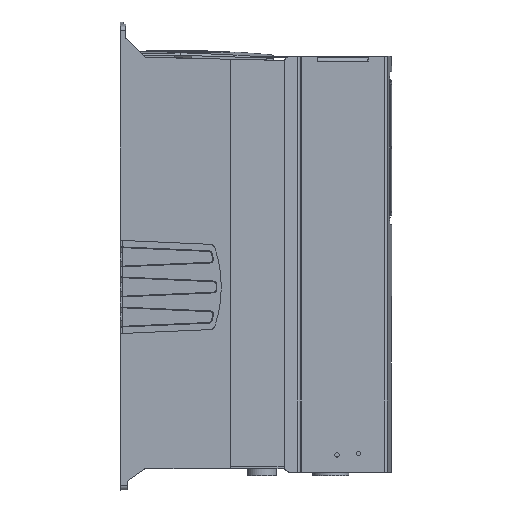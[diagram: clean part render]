
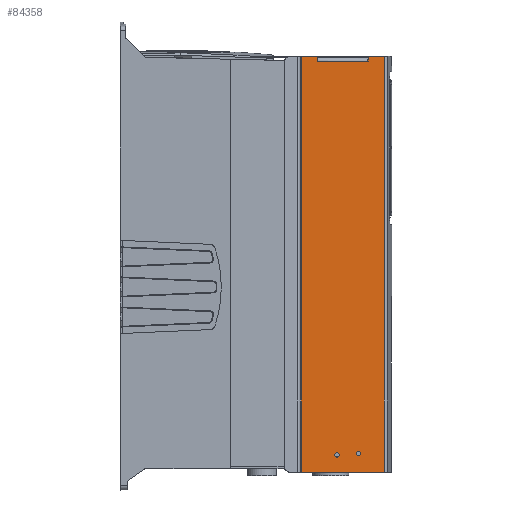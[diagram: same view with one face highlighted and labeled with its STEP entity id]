
A CAD part, left-side view. The second image highlights one B-rep face of the part: STEP entity #84358.
In plain terms, the highlighted planar face has unit normal (-1, 0, 0).
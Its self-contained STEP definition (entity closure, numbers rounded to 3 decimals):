
#17105=DIRECTION('',(0.,1.,0.));
#17106=VECTOR('',#17105,11.35);
#17107=CARTESIAN_POINT('',(-62.001,-184.099,
141.357));
#17108=LINE('',#17107,#17106);
#17142=DIRECTION('',(0.,1.,0.));
#17143=VECTOR('',#17142,11.457);
#17144=CARTESIAN_POINT('',(-62.001,-137.549,
141.357));
#17145=LINE('',#17144,#17143);
#17507=DIRECTION('',(0.,1.,0.));
#17508=VECTOR('',#17507,35.1);
#17509=CARTESIAN_POINT('',(-62.001,-172.699,
138.107));
#17510=LINE('',#17509,#17508);
#17596=DIRECTION('',(0.,0.,-1.));
#17597=VECTOR('',#17596,3.2);
#17598=CARTESIAN_POINT('',(-62.001,-172.749,
141.357));
#17599=LINE('',#17598,#17597);
#17605=CARTESIAN_POINT('',(-62.001,-137.599,
138.157));
#17606=DIRECTION('',(-1.,0.,0.));
#17607=DIRECTION('',(0.,1.,0.));
#17608=AXIS2_PLACEMENT_3D('',#17605,#17606,#17607);
#17610=CARTESIAN_POINT('',(-62.001,-172.699,
138.157));
#17611=DIRECTION('',(-1.,0.,0.));
#17612=DIRECTION('',(0.,0.,-1.));
#17613=AXIS2_PLACEMENT_3D('',#17610,#17611,#17612);
#17615=CARTESIAN_POINT('',(-62.,-166.093,
-135.772));
#17616=DIRECTION('',(-1.,0.,0.));
#17617=DIRECTION('',(0.,0.,1.));
#17618=AXIS2_PLACEMENT_3D('',#17615,#17616,#17617);
#17620=CARTESIAN_POINT('',(-62.,-166.093,
-135.772));
#17621=DIRECTION('',(-1.,0.,0.));
#17622=DIRECTION('',(0.,0.,-1.));
#17623=AXIS2_PLACEMENT_3D('',#17620,#17621,#17622);
#17625=CARTESIAN_POINT('',(-62.,-151.093,
-136.772));
#17626=DIRECTION('',(-1.,0.,0.));
#17627=DIRECTION('',(0.,0.,1.));
#17628=AXIS2_PLACEMENT_3D('',#17625,#17626,#17627);
#17630=CARTESIAN_POINT('',(-62.,-151.093,
-136.772));
#17631=DIRECTION('',(-1.,0.,0.));
#17632=DIRECTION('',(0.,0.,-1.));
#17633=AXIS2_PLACEMENT_3D('',#17630,#17631,#17632);
#17639=DIRECTION('',(0.,0.,1.));
#17640=VECTOR('',#17639,290.129);
#17641=CARTESIAN_POINT('',(-62.,-184.099,
-148.772));
#17642=LINE('',#17641,#17640);
#17785=DIRECTION('',(0.,-1.,0.));
#17786=VECTOR('',#17785,58.006);
#17787=CARTESIAN_POINT('',(-62.,-126.093,
-148.772));
#17788=LINE('',#17787,#17786);
#19377=DIRECTION('',(0.,0.,-1.));
#19378=VECTOR('',#19377,290.129);
#19379=CARTESIAN_POINT('',(-62.001,-126.092,
141.357));
#19380=LINE('',#19379,#19378);
#28641=DIRECTION('',(0.,0.,1.));
#28642=VECTOR('',#28641,3.199);
#28643=CARTESIAN_POINT('',(-62.001,-137.549,
138.157));
#28644=LINE('',#28643,#28642);
#28690=CARTESIAN_POINT('',(-62.001,-172.699,
138.107));
#60946=CARTESIAN_POINT('',(-62.001,-184.099,
141.357));
#60947=VERTEX_POINT('',#60946);
#60948=CARTESIAN_POINT('',(-62.001,-172.749,
141.357));
#60949=VERTEX_POINT('',#60948);
#60975=CARTESIAN_POINT('',(-62.001,-137.549,
141.357));
#60976=VERTEX_POINT('',#60975);
#60977=CARTESIAN_POINT('',(-62.001,-126.092,
141.357));
#60978=VERTEX_POINT('',#60977);
#61128=VERTEX_POINT('',#28690);
#61129=CARTESIAN_POINT('',(-62.001,-137.599,
138.107));
#61130=VERTEX_POINT('',#61129);
#61162=CARTESIAN_POINT('',(-62.001,-172.749,
138.157));
#61163=VERTEX_POINT('',#61162);
#61164=CARTESIAN_POINT('',(-62.,-184.099,
-148.772));
#61165=VERTEX_POINT('',#61164);
#61166=CARTESIAN_POINT('',(-62.,-126.093,
-148.772));
#61167=VERTEX_POINT('',#61166);
#61168=CARTESIAN_POINT('',(-62.001,-137.549,
138.157));
#61169=VERTEX_POINT('',#61168);
#61170=CARTESIAN_POINT('',(-62.,-166.093,
-134.272));
#61171=CARTESIAN_POINT('',(-62.,-166.093,
-137.272));
#61172=VERTEX_POINT('',#61170);
#61173=VERTEX_POINT('',#61171);
#61174=CARTESIAN_POINT('',(-62.,-151.093,
-135.272));
#61175=CARTESIAN_POINT('',(-62.,-151.093,
-138.272));
#61176=VERTEX_POINT('',#61174);
#61177=VERTEX_POINT('',#61175);
#84323=CARTESIAN_POINT('',(-62.,0.,0.));
#84324=DIRECTION('',(1.,0.,0.));
#84325=DIRECTION('',(0.,0.,-1.));
#84326=AXIS2_PLACEMENT_3D('',#84323,#84324,#84325);
#84327=PLANE('',#84326);
#84329=ORIENTED_EDGE('',*,*,#84328,.F.);
#84331=ORIENTED_EDGE('',*,*,#84330,.F.);
#84333=ORIENTED_EDGE('',*,*,#84332,.F.);
#84334=ORIENTED_EDGE('',*,*,#83743,.F.);
#84336=ORIENTED_EDGE('',*,*,#84335,.F.);
#84338=ORIENTED_EDGE('',*,*,#84337,.T.);
#84339=ORIENTED_EDGE('',*,*,#84200,.F.);
#84341=ORIENTED_EDGE('',*,*,#84340,.T.);
#84342=ORIENTED_EDGE('',*,*,#84304,.F.);
#84343=ORIENTED_EDGE('',*,*,#83713,.F.);
#84344=EDGE_LOOP('',(#84329,#84331,#84333,#84334,#84336,#84338,#84339,#84341,
#84342,#84343));
#84345=FACE_OUTER_BOUND('',#84344,.F.);
#84347=ORIENTED_EDGE('',*,*,#84346,.T.);
#84349=ORIENTED_EDGE('',*,*,#84348,.T.);
#84350=EDGE_LOOP('',(#84347,#84349));
#84351=FACE_BOUND('',#84350,.F.);
#84353=ORIENTED_EDGE('',*,*,#84352,.T.);
#84355=ORIENTED_EDGE('',*,*,#84354,.T.);
#84356=EDGE_LOOP('',(#84353,#84355));
#84357=FACE_BOUND('',#84356,.F.);
#84358=ADVANCED_FACE('',(#84345,#84351,#84357),#84327,.F.);
#17609=CIRCLE('',#17608,0.05);
#17614=CIRCLE('',#17613,0.05);
#17619=CIRCLE('',#17618,1.5);
#17624=CIRCLE('',#17623,1.5);
#17629=CIRCLE('',#17628,1.5);
#17634=CIRCLE('',#17633,1.5);
#83713=EDGE_CURVE('',#60947,#60949,#17108,.T.);
#83743=EDGE_CURVE('',#60976,#60978,#17145,.T.);
#84200=EDGE_CURVE('',#61128,#61130,#17510,.T.);
#84304=EDGE_CURVE('',#60949,#61163,#17599,.T.);
#84328=EDGE_CURVE('',#61165,#60947,#17642,.T.);
#84330=EDGE_CURVE('',#61167,#61165,#17788,.T.);
#84332=EDGE_CURVE('',#60978,#61167,#19380,.T.);
#84335=EDGE_CURVE('',#61169,#60976,#28644,.T.);
#84337=EDGE_CURVE('',#61169,#61130,#17609,.T.);
#84340=EDGE_CURVE('',#61128,#61163,#17614,.T.);
#84346=EDGE_CURVE('',#61172,#61173,#17619,.T.);
#84348=EDGE_CURVE('',#61173,#61172,#17624,.T.);
#84352=EDGE_CURVE('',#61176,#61177,#17629,.T.);
#84354=EDGE_CURVE('',#61177,#61176,#17634,.T.);
